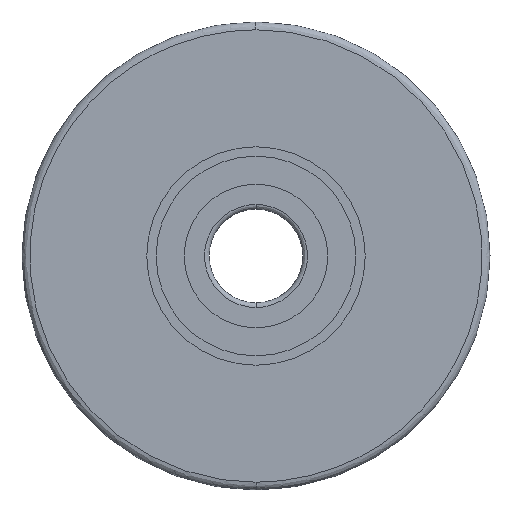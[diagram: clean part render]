
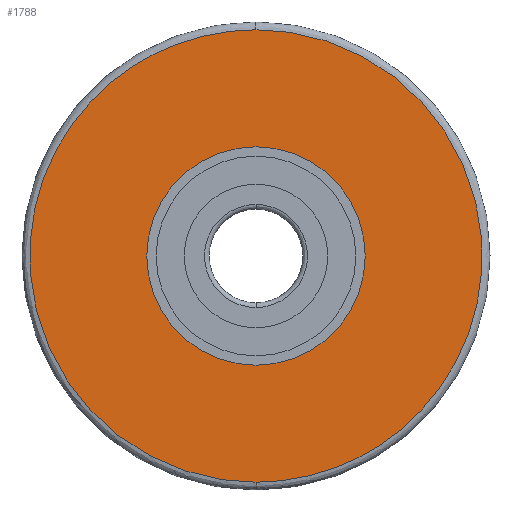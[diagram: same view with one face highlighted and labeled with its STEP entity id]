
A CAD part, left-side view. The second image highlights one B-rep face of the part: STEP entity #1788.
In plain terms, the highlighted planar face has unit normal (-1, 0, 0).
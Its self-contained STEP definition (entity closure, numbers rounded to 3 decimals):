
#21 = VERTEX_POINT ( 'NONE', #2931 ) ;
#24 = CARTESIAN_POINT ( 'NONE',  ( -9., 0., -29. ) ) ;
#83 = CARTESIAN_POINT ( 'NONE',  ( -9., 58., -29. ) ) ;
#162 = DIRECTION ( 'NONE',  ( 0., 1., 0. ) ) ;
#336 = CARTESIAN_POINT ( 'NONE',  ( -9., 0., 29. ) ) ;
#349 = AXIS2_PLACEMENT_3D ( 'NONE', #1940, #2164, #162 ) ;
#436 = ORIENTED_EDGE ( 'NONE', *, *, #2937, .F. ) ;
#890 = CARTESIAN_POINT ( 'NONE',  ( -9., 0., 0. ) ) ;
#919 = EDGE_CURVE ( 'NONE', #941, #21, #2084, .T. ) ;
#941 = VERTEX_POINT ( 'NONE', #3389 ) ;
#978 = DIRECTION ( 'NONE',  ( 0., 0., 1. ) ) ;
#1105 =( BOUNDED_CURVE ( )  B_SPLINE_CURVE ( 3, ( #2343, #2886, #1475, #3121 ),
 .UNSPECIFIED., .F., .F. ) 
 B_SPLINE_CURVE_WITH_KNOTS ( ( 4, 4 ),
 ( 0.25, 0.75 ),
 .UNSPECIFIED. ) 
 CURVE ( )  GEOMETRIC_REPRESENTATION_ITEM ( )  RATIONAL_B_SPLINE_CURVE ( ( 1., 0.333, 0.333, 1. ) ) 
 REPRESENTATION_ITEM ( '' )  );
#1166 = EDGE_CURVE ( 'NONE', #2085, #3239, #3646, .T. ) ;
#1317 = FACE_BOUND ( 'NONE', #2143, .T. ) ;
#1475 = CARTESIAN_POINT ( 'NONE',  ( -9., -58., -29. ) ) ;
#1535 = CIRCLE ( 'NONE', #349, 14. ) ;
#1786 = CARTESIAN_POINT ( 'NONE',  ( -9., 0., -29. ) ) ;
#1788 = ADVANCED_FACE ( 'NONE', ( #1317, #3527 ), #3291, .T. ) ;
#1823 = ORIENTED_EDGE ( 'NONE', *, *, #1166, .F. ) ;
#1890 = EDGE_LOOP ( 'NONE', ( #1823, #436 ) ) ;
#1940 = CARTESIAN_POINT ( 'NONE',  ( -9., 0., 0. ) ) ;
#1954 = DIRECTION ( 'NONE',  ( 0., 1., 0. ) ) ;
#2084 = CIRCLE ( 'NONE', #3080, 14. ) ;
#2085 = VERTEX_POINT ( 'NONE', #24 ) ;
#2143 = EDGE_LOOP ( 'NONE', ( #2375, #2342 ) ) ;
#2164 = DIRECTION ( 'NONE',  ( 1., 0., 0. ) ) ;
#2342 = ORIENTED_EDGE ( 'NONE', *, *, #3428, .T. ) ;
#2343 = CARTESIAN_POINT ( 'NONE',  ( -9., 0., 29. ) ) ;
#2363 = CARTESIAN_POINT ( 'NONE',  ( -9., 58., 29. ) ) ;
#2375 = ORIENTED_EDGE ( 'NONE', *, *, #919, .T. ) ;
#2563 = AXIS2_PLACEMENT_3D ( 'NONE', #2768, #3276, #978 ) ;
#2768 = CARTESIAN_POINT ( 'NONE',  ( -9., 21.5, 0. ) ) ;
#2886 = CARTESIAN_POINT ( 'NONE',  ( -9., -58., 29. ) ) ;
#2931 = CARTESIAN_POINT ( 'NONE',  ( -9., -14., 0. ) ) ;
#2937 = EDGE_CURVE ( 'NONE', #3239, #2085, #1105, .T. ) ;
#3075 = DIRECTION ( 'NONE',  ( 1., 0., 0. ) ) ;
#3080 = AXIS2_PLACEMENT_3D ( 'NONE', #890, #3075, #1954 ) ;
#3121 = CARTESIAN_POINT ( 'NONE',  ( -9., 0., -29. ) ) ;
#3206 = CARTESIAN_POINT ( 'NONE',  ( -9., 0., 29. ) ) ;
#3239 = VERTEX_POINT ( 'NONE', #336 ) ;
#3276 = DIRECTION ( 'NONE',  ( -1., 0., 0. ) ) ;
#3291 = PLANE ( 'NONE',  #2563 ) ;
#3389 = CARTESIAN_POINT ( 'NONE',  ( -9., 14., 0. ) ) ;
#3428 = EDGE_CURVE ( 'NONE', #21, #941, #1535, .T. ) ;
#3527 = FACE_OUTER_BOUND ( 'NONE', #1890, .T. ) ;
#3646 =( BOUNDED_CURVE ( )  B_SPLINE_CURVE ( 3, ( #1786, #83, #2363, #3206 ),
 .UNSPECIFIED., .F., .F. ) 
 B_SPLINE_CURVE_WITH_KNOTS ( ( 4, 4 ),
 ( 0.75, 1.25 ),
 .UNSPECIFIED. ) 
 CURVE ( )  GEOMETRIC_REPRESENTATION_ITEM ( )  RATIONAL_B_SPLINE_CURVE ( ( 1., 0.333, 0.333, 1. ) ) 
 REPRESENTATION_ITEM ( '' )  );
